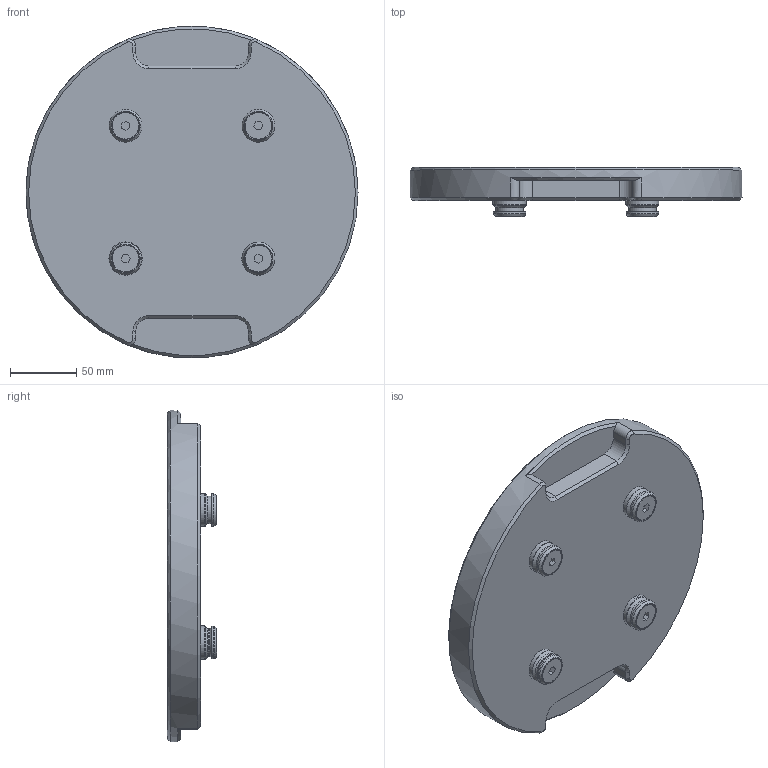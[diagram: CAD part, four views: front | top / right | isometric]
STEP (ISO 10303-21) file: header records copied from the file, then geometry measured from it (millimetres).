
FILE_DESCRIPTION (( 'STEP AP214' ), '1' );
FILE_NAME ('STARK_805 101_B.STEP', '2021-02-16T10:29:34', ( '' ), ( '' ), 'SwSTEP 2.0', 'SolidWorks 2019', '' );
FILE_SCHEMA (( 'AUTOMOTIVE_DESIGN' ));
Length unit declared in the file: millimetre
Products named in the file (7): 804 266 Nippelbefestigungsvariante E 045-364-01_804 266; 7000 102 EZN SPEEDY easy click OZ 068-112_7000 102 - 068-112; 7000 100 EZN SPEEDY easy click NP 068-107_EZN STARK.easyclick NP; 040-988-.. Roh-Palette Ø250x25 STARK.easyclick 4f-Stm100_040-988 DM 250 Roh Palette; STARK_805 101_B; 7000 101 EZN SPEEDY easy click AG 068-111_7000 101 - 068-111; Senk-Schraube Din 7991_Schraube Din 7991 M10x 35
Assembly tree (13 placements, depth 2):
  STARK_805 101_B
    040-988-.. Roh-Palette Ø250x25 STARK.easyclick 4f-Stm100_040-988 DM 250 Roh Palette
    7000 100 EZN SPEEDY easy click NP 068-107_EZN STARK.easyclick NP
    7000 101 EZN SPEEDY easy click AG 068-111_7000 101 - 068-111
    7000 102 EZN SPEEDY easy click OZ 068-112_7000 102 - 068-112  x2
    804 266 Nippelbefestigungsvariante E 045-364-01_804 266  x4
    Senk-Schraube Din 7991_Schraube Din 7991 M10x 35  x4
Bounding box: 250 x 37.1 x 249.7 mm (x, y, z)
Volume: 1169517.1 mm3; surface area: 152479.2 mm2
Topology: 13 solids, 13 shells, 291 faces, 634 edges, 387 vertices
Faces by surface type: cone 99, plane 86, cylinder 83, torus 12, bspline 11
Full cylindrical faces by diameter (mm): 4.1 x8, 8.5 x4, 10 x4, 10.2 x4, 12.2 x8, 20 x4, 20.5 x4, 20.7 x4, 21.5 x7, 22 x8, 24.6 x6, 25 x1, 29.8 x4, 30 x4, 250 x1
Entity records: 5813 total; most frequent: CARTESIAN_POINT 1300, DIRECTION 788, ORIENTED_EDGE 524, AXIS2_PLACEMENT_3D 354, EDGE_LOOP 314, EDGE_CURVE 262, FACE_OUTER_BOUND 241, VERTEX_POINT 214
